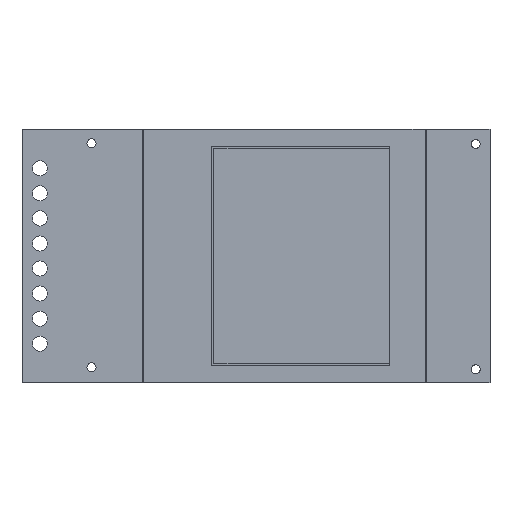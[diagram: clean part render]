
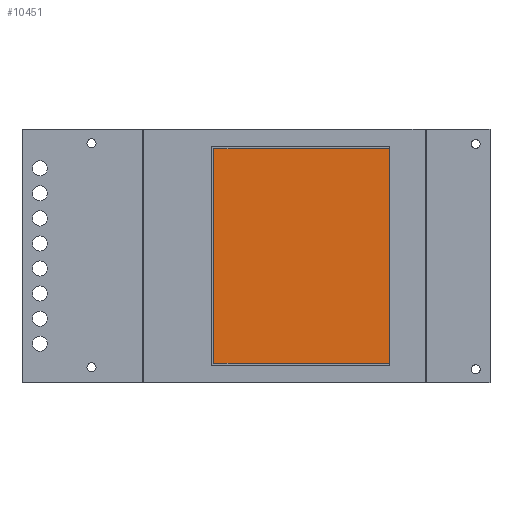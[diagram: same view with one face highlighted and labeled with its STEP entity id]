
A CAD part, front view. The second image highlights one B-rep face of the part: STEP entity #10451.
In plain terms, the highlighted planar face has unit normal (0, -1, 0).
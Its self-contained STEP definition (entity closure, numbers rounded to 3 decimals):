
#1351=FACE_OUTER_BOUND('',#1960,.T.);
#1960=EDGE_LOOP('',(#9499,#9500,#9501,#9502));
#2905=LINE('',#18234,#3949);
#2993=LINE('',#18409,#4037);
#2995=LINE('',#18414,#4039);
#3005=LINE('',#18433,#4049);
#3949=VECTOR('',#14363,10.);
#4037=VECTOR('',#14529,10.);
#4039=VECTOR('',#14535,10.);
#4049=VECTOR('',#14563,10.);
#4995=VERTEX_POINT('',#18231);
#4996=VERTEX_POINT('',#18233);
#5044=VERTEX_POINT('',#18407);
#5045=VERTEX_POINT('',#18413);
#6448=EDGE_CURVE('',#4996,#4995,#2905,.T.);
#6536=EDGE_CURVE('',#4995,#5044,#2993,.T.);
#6538=EDGE_CURVE('',#5045,#4996,#2995,.T.);
#6548=EDGE_CURVE('',#5044,#5045,#3005,.T.);
#9499=ORIENTED_EDGE('',*,*,#6536,.T.);
#9500=ORIENTED_EDGE('',*,*,#6548,.T.);
#9501=ORIENTED_EDGE('',*,*,#6538,.T.);
#9502=ORIENTED_EDGE('',*,*,#6448,.T.);
#9903=PLANE('',#11545);
#10451=ADVANCED_FACE('',(#1351),#9903,.T.);
#11545=AXIS2_PLACEMENT_3D('',#18432,#14561,#14562);
#14363=DIRECTION('',(0.,0.,-1.));
#14529=DIRECTION('',(1.,0.,0.));
#14535=DIRECTION('',(-1.,0.,0.));
#14561=DIRECTION('center_axis',(0.,-1.,0.));
#14562=DIRECTION('ref_axis',(0.,0.,-1.));
#14563=DIRECTION('',(0.,0.,1.));
#18231=CARTESIAN_POINT('',(1.081,-5.,0.5));
#18233=CARTESIAN_POINT('',(1.081,-5.,60.5));
#18234=CARTESIAN_POINT('',(1.081,-5.,15.25));
#18407=CARTESIAN_POINT('',(50.081,-5.,0.5));
#18409=CARTESIAN_POINT('',(37.581,-5.,0.5));
#18413=CARTESIAN_POINT('',(50.081,-5.,60.5));
#18414=CARTESIAN_POINT('',(12.581,-5.,60.5));
#18432=CARTESIAN_POINT('Origin',(25.081,-5.,30.5));
#18433=CARTESIAN_POINT('',(50.081,-5.,61.));
